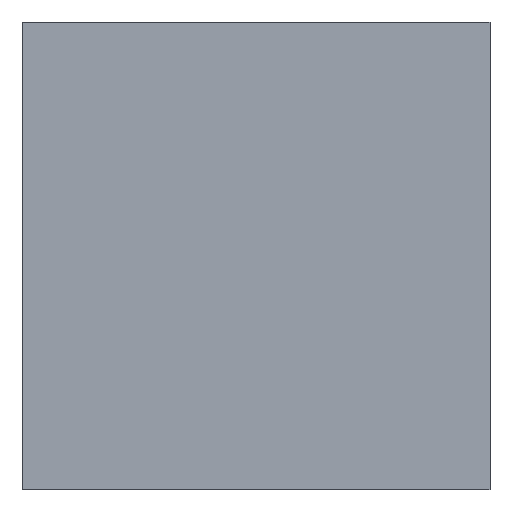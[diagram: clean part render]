
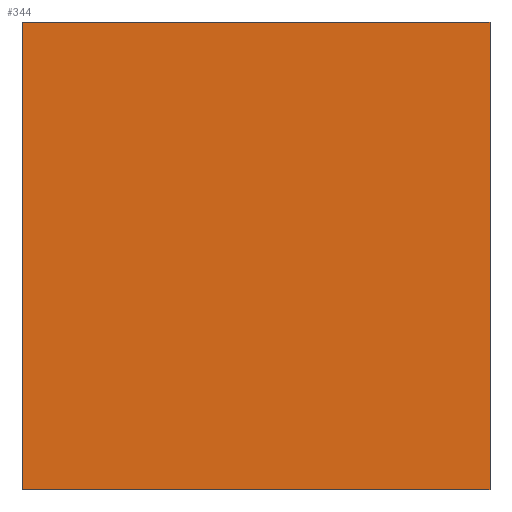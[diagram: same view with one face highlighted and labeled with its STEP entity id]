
A CAD part, front view. The second image highlights one B-rep face of the part: STEP entity #344.
In plain terms, the highlighted planar face has unit normal (0, -1, 0).
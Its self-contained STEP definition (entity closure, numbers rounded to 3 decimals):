
#16 = ORIENTED_EDGE ( 'NONE', *, *, #151, .F. ) ;
#29 = VECTOR ( 'NONE', #290, 1000. ) ;
#31 = EDGE_CURVE ( 'NONE', #111, #190, #187, .T. ) ;
#41 = CARTESIAN_POINT ( 'NONE',  ( -31.739, -750.217, -20. ) ) ;
#43 = LINE ( 'NONE', #93, #114 ) ;
#45 = EDGE_CURVE ( 'NONE', #236, #248, #43, .T. ) ;
#59 = ORIENTED_EDGE ( 'NONE', *, *, #31, .T. ) ;
#64 = DIRECTION ( 'NONE',  ( 0., 0., 1. ) ) ;
#65 = CARTESIAN_POINT ( 'NONE',  ( -11.739, -750.217, -20. ) ) ;
#71 = VECTOR ( 'NONE', #226, 1000. ) ;
#80 = CARTESIAN_POINT ( 'NONE',  ( -31.739, -750.217, -20. ) ) ;
#87 = VECTOR ( 'NONE', #128, 1000. ) ;
#91 = AXIS2_PLACEMENT_3D ( 'NONE', #294, #269, #313 ) ;
#93 = CARTESIAN_POINT ( 'NONE',  ( -31.739, -750.217, -20. ) ) ;
#111 = VERTEX_POINT ( 'NONE', #65 ) ;
#114 = VECTOR ( 'NONE', #64, 1000. ) ;
#117 = CARTESIAN_POINT ( 'NONE',  ( -11.739, -750.217, -20. ) ) ;
#128 = DIRECTION ( 'NONE',  ( 1., 0., 0. ) ) ;
#138 = CARTESIAN_POINT ( 'NONE',  ( -31.739, -750.217, 0. ) ) ;
#151 = EDGE_CURVE ( 'NONE', #248, #190, #154, .T. ) ;
#153 = ORIENTED_EDGE ( 'NONE', *, *, #45, .F. ) ;
#154 = LINE ( 'NONE', #265, #87 ) ;
#164 = ORIENTED_EDGE ( 'NONE', *, *, #184, .T. ) ;
#184 = EDGE_CURVE ( 'NONE', #236, #111, #342, .T. ) ;
#187 = LINE ( 'NONE', #117, #71 ) ;
#190 = VERTEX_POINT ( 'NONE', #239 ) ;
#215 = FACE_OUTER_BOUND ( 'NONE', #289, .T. ) ;
#226 = DIRECTION ( 'NONE',  ( 0., 0., 1. ) ) ;
#236 = VERTEX_POINT ( 'NONE', #80 ) ;
#239 = CARTESIAN_POINT ( 'NONE',  ( -11.739, -750.217, 0. ) ) ;
#248 = VERTEX_POINT ( 'NONE', #138 ) ;
#265 = CARTESIAN_POINT ( 'NONE',  ( -31.739, -750.217, 0. ) ) ;
#269 = DIRECTION ( 'NONE',  ( 0., -1., 0. ) ) ;
#289 = EDGE_LOOP ( 'NONE', ( #16, #153, #164, #59 ) ) ;
#290 = DIRECTION ( 'NONE',  ( 1., 0., 0. ) ) ;
#294 = CARTESIAN_POINT ( 'NONE',  ( -31.739, -750.217, -20. ) ) ;
#313 = DIRECTION ( 'NONE',  ( 0., 0., -1. ) ) ;
#338 = PLANE ( 'NONE',  #91 ) ;
#342 = LINE ( 'NONE', #41, #29 ) ;
#344 = ADVANCED_FACE ( 'NONE', ( #215 ), #338, .T. ) ;
